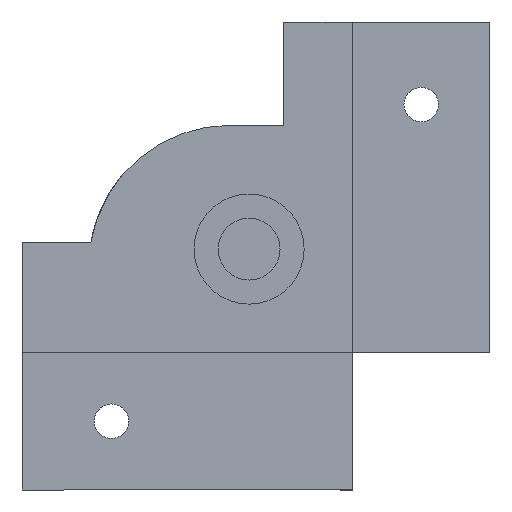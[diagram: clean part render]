
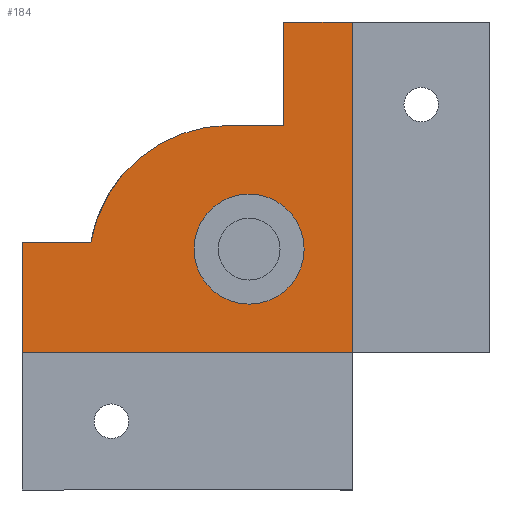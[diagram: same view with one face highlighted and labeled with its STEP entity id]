
A CAD part, left-side view. The second image highlights one B-rep face of the part: STEP entity #184.
In plain terms, the highlighted planar face has unit normal (-1, 0, 0).
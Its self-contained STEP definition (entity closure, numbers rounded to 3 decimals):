
#2 = ORIENTED_EDGE ( 'NONE', *, *, #1145, .F. ) ;
#18 = CARTESIAN_POINT ( 'NONE',  ( -28., 15., -7. ) ) ;
#45 = DIRECTION ( 'NONE',  ( 0., 0., -1. ) ) ;
#48 = AXIS2_PLACEMENT_3D ( 'NONE', #18, #1085, #2193 ) ;
#53 = VECTOR ( 'NONE', #1996, 1000. ) ;
#109 = EDGE_CURVE ( 'NONE', #1485, #152, #122, .T. ) ;
#122 = LINE ( 'NONE', #1682, #2239 ) ;
#152 = VERTEX_POINT ( 'NONE', #1696 ) ;
#161 = EDGE_LOOP ( 'NONE', ( #1635, #388 ) ) ;
#184 = ADVANCED_FACE ( 'NONE', ( #1903, #2310 ), #1316, .T. ) ;
#197 = VERTEX_POINT ( 'NONE', #2014 ) ;
#237 = CARTESIAN_POINT ( 'NONE',  ( -28., 10., 26. ) ) ;
#244 = EDGE_CURVE ( 'NONE', #1772, #1030, #1760, .T. ) ;
#388 = ORIENTED_EDGE ( 'NONE', *, *, #994, .T. ) ;
#404 = CIRCLE ( 'NONE', #48, 8. ) ;
#405 = VECTOR ( 'NONE', #1240, 1000. ) ;
#484 = EDGE_CURVE ( 'NONE', #1030, #197, #1037, .T. ) ;
#494 = EDGE_CURVE ( 'NONE', #1700, #1955, #774, .T. ) ;
#501 = VECTOR ( 'NONE', #1643, 1000. ) ;
#517 = EDGE_CURVE ( 'NONE', #152, #197, #1954, .T. ) ;
#520 = CARTESIAN_POINT ( 'NONE',  ( -28., 10., -7. ) ) ;
#551 = VECTOR ( 'NONE', #1507, 1000. ) ;
#579 = CARTESIAN_POINT ( 'NONE',  ( -28., 0., -7. ) ) ;
#581 = ORIENTED_EDGE ( 'NONE', *, *, #484, .T. ) ;
#585 = CARTESIAN_POINT ( 'NONE',  ( -28., 10., 11. ) ) ;
#723 = CARTESIAN_POINT ( 'NONE',  ( -28., 17.74, 11. ) ) ;
#741 = VERTEX_POINT ( 'NONE', #1770 ) ;
#774 = LINE ( 'NONE', #723, #501 ) ;
#812 = AXIS2_PLACEMENT_3D ( 'NONE', #2187, #1484, #45 ) ;
#852 = ORIENTED_EDGE ( 'NONE', *, *, #244, .T. ) ;
#893 = EDGE_CURVE ( 'NONE', #1955, #1772, #2305, .T. ) ;
#927 = EDGE_CURVE ( 'NONE', #741, #1458, #1936, .T. ) ;
#940 = DIRECTION ( 'NONE',  ( -1., 0., 0. ) ) ;
#943 = CARTESIAN_POINT ( 'NONE',  ( -28., 48., -6. ) ) ;
#988 = DIRECTION ( 'NONE',  ( 0., 1., 0. ) ) ;
#994 = EDGE_CURVE ( 'NONE', #1458, #741, #404, .T. ) ;
#1016 = AXIS2_PLACEMENT_3D ( 'NONE', #579, #940, #1474 ) ;
#1023 = LINE ( 'NONE', #520, #405 ) ;
#1030 = VERTEX_POINT ( 'NONE', #943 ) ;
#1037 = LINE ( 'NONE', #2179, #551 ) ;
#1048 = EDGE_LOOP ( 'NONE', ( #1759, #2, #1171, #1555, #2191, #852, #581, #1464 ) ) ;
#1078 = DIRECTION ( 'NONE',  ( -1., 0., 0. ) ) ;
#1085 = DIRECTION ( 'NONE',  ( 1., 0., 0. ) ) ;
#1098 = DIRECTION ( 'NONE',  ( 0., -1., 0. ) ) ;
#1135 = AXIS2_PLACEMENT_3D ( 'NONE', #1241, #1078, #1995 ) ;
#1145 = EDGE_CURVE ( 'NONE', #2163, #1485, #1680, .T. ) ;
#1171 = ORIENTED_EDGE ( 'NONE', *, *, #1985, .F. ) ;
#1187 = VECTOR ( 'NONE', #1098, 1000. ) ;
#1239 = VECTOR ( 'NONE', #988, 1000. ) ;
#1240 = DIRECTION ( 'NONE',  ( 0., 0., 1. ) ) ;
#1241 = CARTESIAN_POINT ( 'NONE',  ( -28., 17.74, -9.572 ) ) ;
#1316 = PLANE ( 'NONE',  #1016 ) ;
#1458 = VERTEX_POINT ( 'NONE', #2261 ) ;
#1464 = ORIENTED_EDGE ( 'NONE', *, *, #517, .F. ) ;
#1472 = CARTESIAN_POINT ( 'NONE',  ( -28., 0., 26. ) ) ;
#1474 = DIRECTION ( 'NONE',  ( 0., 0., 1. ) ) ;
#1484 = DIRECTION ( 'NONE',  ( 1., 0., 0. ) ) ;
#1485 = VERTEX_POINT ( 'NONE', #1574 ) ;
#1490 = CARTESIAN_POINT ( 'NONE',  ( -28., 48., -6. ) ) ;
#1507 = DIRECTION ( 'NONE',  ( 0., 0., -1. ) ) ;
#1542 = CARTESIAN_POINT ( 'NONE',  ( -28., 38., -6. ) ) ;
#1555 = ORIENTED_EDGE ( 'NONE', *, *, #494, .T. ) ;
#1574 = CARTESIAN_POINT ( 'NONE',  ( -28., 0., 26. ) ) ;
#1635 = ORIENTED_EDGE ( 'NONE', *, *, #927, .T. ) ;
#1643 = DIRECTION ( 'NONE',  ( 0., 1., 0. ) ) ;
#1680 = LINE ( 'NONE', #1472, #1187 ) ;
#1682 = CARTESIAN_POINT ( 'NONE',  ( -28., 0., -22. ) ) ;
#1696 = CARTESIAN_POINT ( 'NONE',  ( -28., 0., -22. ) ) ;
#1700 = VERTEX_POINT ( 'NONE', #585 ) ;
#1759 = ORIENTED_EDGE ( 'NONE', *, *, #109, .F. ) ;
#1760 = LINE ( 'NONE', #1490, #1239 ) ;
#1770 = CARTESIAN_POINT ( 'NONE',  ( -28., 15., -15. ) ) ;
#1772 = VERTEX_POINT ( 'NONE', #1542 ) ;
#1814 = CARTESIAN_POINT ( 'NONE',  ( -28., 0., -22. ) ) ;
#1903 = FACE_BOUND ( 'NONE', #161, .T. ) ;
#1936 = CIRCLE ( 'NONE', #812, 8. ) ;
#1954 = LINE ( 'NONE', #1814, #53 ) ;
#1955 = VERTEX_POINT ( 'NONE', #2138 ) ;
#1985 = EDGE_CURVE ( 'NONE', #1700, #2163, #1023, .T. ) ;
#1995 = DIRECTION ( 'NONE',  ( 0., 0., 1. ) ) ;
#1996 = DIRECTION ( 'NONE',  ( 0., 1., 0. ) ) ;
#2014 = CARTESIAN_POINT ( 'NONE',  ( -28., 48., -22. ) ) ;
#2138 = CARTESIAN_POINT ( 'NONE',  ( -28., 17.74, 11. ) ) ;
#2163 = VERTEX_POINT ( 'NONE', #237 ) ;
#2179 = CARTESIAN_POINT ( 'NONE',  ( -28., 48., -42. ) ) ;
#2187 = CARTESIAN_POINT ( 'NONE',  ( -28., 15., -7. ) ) ;
#2191 = ORIENTED_EDGE ( 'NONE', *, *, #893, .T. ) ;
#2193 = DIRECTION ( 'NONE',  ( 0., 0., -1. ) ) ;
#2217 = DIRECTION ( 'NONE',  ( 0., 0., -1. ) ) ;
#2239 = VECTOR ( 'NONE', #2217, 1000. ) ;
#2261 = CARTESIAN_POINT ( 'NONE',  ( -28., 15., 1. ) ) ;
#2305 = CIRCLE ( 'NONE', #1135, 20.572 ) ;
#2310 = FACE_OUTER_BOUND ( 'NONE', #1048, .T. ) ;
